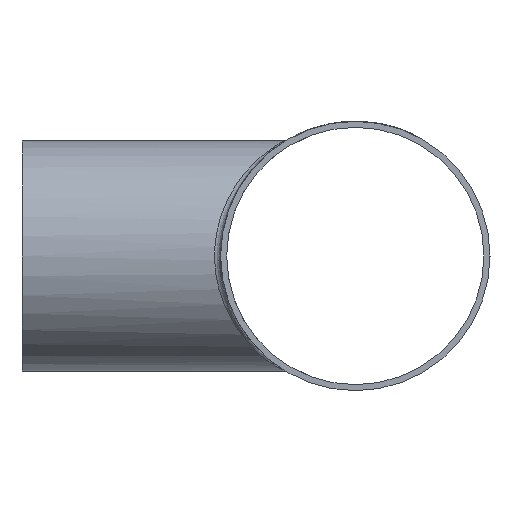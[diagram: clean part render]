
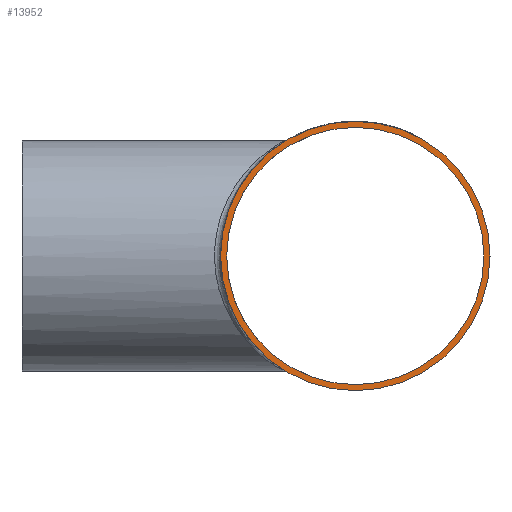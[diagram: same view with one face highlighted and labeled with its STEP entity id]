
A CAD part, left-side view. The second image highlights one B-rep face of the part: STEP entity #13952.
In plain terms, the highlighted planar face has unit normal (-1, 0, 0).
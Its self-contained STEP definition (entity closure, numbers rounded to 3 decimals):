
#296 = CARTESIAN_POINT ( 'NONE',  ( -130., 0., 42.45 ) ) ;
#561 = VERTEX_POINT ( 'NONE', #6324 ) ;
#909 = ORIENTED_EDGE ( 'NONE', *, *, #16128, .T. ) ;
#2279 = AXIS2_PLACEMENT_3D ( 'NONE', #10818, #8667, #16878 ) ;
#2371 = EDGE_LOOP ( 'NONE', ( #17754 ) ) ;
#3534 = AXIS2_PLACEMENT_3D ( 'NONE', #13304, #21496, #11287 ) ;
#5139 = PLANE ( 'NONE',  #3534 ) ;
#6324 = CARTESIAN_POINT ( 'NONE',  ( -130., 0., 44.45 ) ) ;
#6369 = EDGE_LOOP ( 'NONE', ( #909 ) ) ;
#6534 = DIRECTION ( 'NONE',  ( 0., 0., 1. ) ) ;
#7006 = CIRCLE ( 'NONE', #18993, 42.45 ) ;
#8392 = DIRECTION ( 'NONE',  ( -1., 0., 0. ) ) ;
#8667 = DIRECTION ( 'NONE',  ( -1., 0., 0. ) ) ;
#10818 = CARTESIAN_POINT ( 'NONE',  ( -130., 0., 0. ) ) ;
#11287 = DIRECTION ( 'NONE',  ( 0., 0., 1. ) ) ;
#13304 = CARTESIAN_POINT ( 'NONE',  ( -130., 0., 0. ) ) ;
#13952 = ADVANCED_FACE ( 'NONE', ( #15326, #23514 ), #5139, .T. ) ;
#15326 = FACE_BOUND ( 'NONE', #2371, .T. ) ;
#16128 = EDGE_CURVE ( 'NONE', #561, #561, #25397, .T. ) ;
#16632 = EDGE_CURVE ( 'NONE', #18649, #18649, #7006, .T. ) ;
#16878 = DIRECTION ( 'NONE',  ( 0., 0., 1. ) ) ;
#17754 = ORIENTED_EDGE ( 'NONE', *, *, #16632, .F. ) ;
#18465 = CARTESIAN_POINT ( 'NONE',  ( -130., 0., 0. ) ) ;
#18649 = VERTEX_POINT ( 'NONE', #296 ) ;
#18993 = AXIS2_PLACEMENT_3D ( 'NONE', #18465, #8392, #6534 ) ;
#21496 = DIRECTION ( 'NONE',  ( -1., 0., 0. ) ) ;
#23514 = FACE_OUTER_BOUND ( 'NONE', #6369, .T. ) ;
#25397 = CIRCLE ( 'NONE', #2279, 44.45 ) ;
